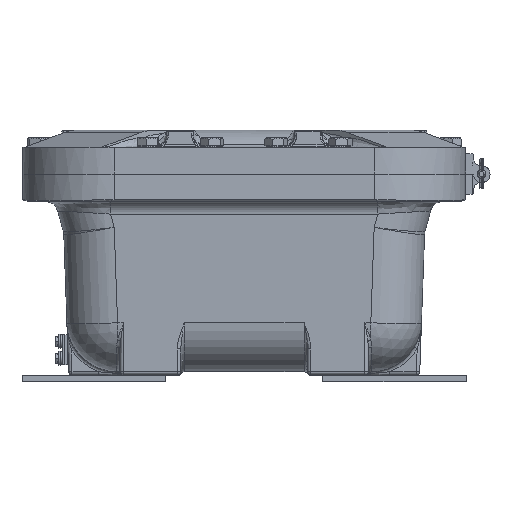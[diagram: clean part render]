
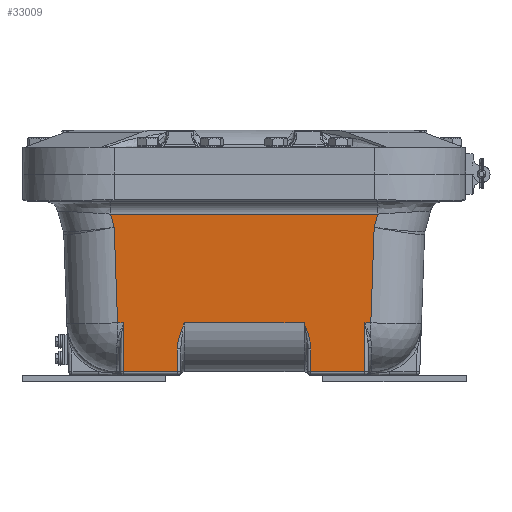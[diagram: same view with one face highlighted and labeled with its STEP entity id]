
A CAD part, left-side view. The second image highlights one B-rep face of the part: STEP entity #33009.
In plain terms, the highlighted planar face has unit normal (-0.999, 0, -0.035).
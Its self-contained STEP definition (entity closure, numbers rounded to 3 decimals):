
#2124=PLANE('',#35570);
#2973=LINE('',#45860,#5440);
#2993=LINE('',#46134,#5460);
#2994=LINE('',#46150,#5461);
#2995=LINE('',#46161,#5462);
#2996=LINE('',#46172,#5463);
#2997=LINE('',#46174,#5464);
#2998=LINE('',#46176,#5465);
#2999=LINE('',#46178,#5466);
#3000=LINE('',#46180,#5467);
#3001=LINE('',#46182,#5468);
#3002=LINE('',#46184,#5469);
#3003=LINE('',#46186,#5470);
#3004=LINE('',#46188,#5471);
#3005=LINE('',#46189,#5472);
#5440=VECTOR('',#38226,0.394);
#5460=VECTOR('',#38346,0.394);
#5461=VECTOR('',#38349,0.394);
#5462=VECTOR('',#38350,0.394);
#5463=VECTOR('',#38351,0.394);
#5464=VECTOR('',#38352,0.394);
#5465=VECTOR('',#38353,0.394);
#5466=VECTOR('',#38354,0.394);
#5467=VECTOR('',#38355,0.394);
#5468=VECTOR('',#38356,0.394);
#5469=VECTOR('',#38357,0.394);
#5470=VECTOR('',#38358,0.394);
#5471=VECTOR('',#38359,0.394);
#5472=VECTOR('',#38360,0.394);
#7902=B_SPLINE_CURVE_WITH_KNOTS('',3,(#46152,#46153,#46154,#46155,#46156,
#46157,#46158,#46159),.UNSPECIFIED.,.F.,.F.,(4,2,1,1,4),(-0.003,
0.,1.019,1.528,2.547),.UNSPECIFIED.);
#7903=B_SPLINE_CURVE_WITH_KNOTS('',3,(#46163,#46164,#46165,#46166,#46167,
#46168,#46169,#46170),.UNSPECIFIED.,.F.,.F.,(4,1,1,2,4),(0.,
1.019,1.528,2.547,2.55),
 .UNSPECIFIED.);
#9982=FACE_OUTER_BOUND('',#12021,.T.);
#12021=EDGE_LOOP('',(#23456,#23457,#23458,#23459,#23460,#23461,#23462,#23463,
#23464,#23465,#23466,#23467,#23468,#23469,#23470,#23471));
#15248=VERTEX_POINT('',#45857);
#15249=VERTEX_POINT('',#45859);
#15286=VERTEX_POINT('',#46133);
#15288=VERTEX_POINT('',#46149);
#15289=VERTEX_POINT('',#46151);
#15290=VERTEX_POINT('',#46160);
#15291=VERTEX_POINT('',#46162);
#15292=VERTEX_POINT('',#46171);
#15293=VERTEX_POINT('',#46173);
#15294=VERTEX_POINT('',#46175);
#15295=VERTEX_POINT('',#46177);
#15296=VERTEX_POINT('',#46179);
#15297=VERTEX_POINT('',#46181);
#15298=VERTEX_POINT('',#46183);
#15299=VERTEX_POINT('',#46185);
#15300=VERTEX_POINT('',#46187);
#18444=EDGE_CURVE('',#15248,#15249,#2973,.T.);
#18505=EDGE_CURVE('',#15249,#15286,#2993,.T.);
#18508=EDGE_CURVE('',#15288,#15248,#2994,.T.);
#18509=EDGE_CURVE('',#15289,#15288,#7902,.T.);
#18510=EDGE_CURVE('',#15290,#15289,#2995,.T.);
#18511=EDGE_CURVE('',#15291,#15290,#7903,.T.);
#18512=EDGE_CURVE('',#15292,#15291,#2996,.T.);
#18513=EDGE_CURVE('',#15293,#15292,#2997,.T.);
#18514=EDGE_CURVE('',#15294,#15293,#2998,.T.);
#18515=EDGE_CURVE('',#15294,#15295,#2999,.T.);
#18516=EDGE_CURVE('',#15296,#15295,#3000,.T.);
#18517=EDGE_CURVE('',#15297,#15296,#3001,.T.);
#18518=EDGE_CURVE('',#15298,#15297,#3002,.T.);
#18519=EDGE_CURVE('',#15299,#15298,#3003,.T.);
#18520=EDGE_CURVE('',#15300,#15299,#3004,.T.);
#18521=EDGE_CURVE('',#15300,#15286,#3005,.T.);
#23456=ORIENTED_EDGE('',*,*,#18444,.F.);
#23457=ORIENTED_EDGE('',*,*,#18508,.F.);
#23458=ORIENTED_EDGE('',*,*,#18509,.F.);
#23459=ORIENTED_EDGE('',*,*,#18510,.F.);
#23460=ORIENTED_EDGE('',*,*,#18511,.F.);
#23461=ORIENTED_EDGE('',*,*,#18512,.F.);
#23462=ORIENTED_EDGE('',*,*,#18513,.F.);
#23463=ORIENTED_EDGE('',*,*,#18514,.F.);
#23464=ORIENTED_EDGE('',*,*,#18515,.T.);
#23465=ORIENTED_EDGE('',*,*,#18516,.F.);
#23466=ORIENTED_EDGE('',*,*,#18517,.F.);
#23467=ORIENTED_EDGE('',*,*,#18518,.F.);
#23468=ORIENTED_EDGE('',*,*,#18519,.F.);
#23469=ORIENTED_EDGE('',*,*,#18520,.F.);
#23470=ORIENTED_EDGE('',*,*,#18521,.T.);
#23471=ORIENTED_EDGE('',*,*,#18505,.F.);
#33009=ADVANCED_FACE('',(#9982),#2124,.T.);
#35570=AXIS2_PLACEMENT_3D('',#46148,#38347,#38348);
#38226=DIRECTION('',(0.,1.,0.));
#38346=DIRECTION('',(-0.035,0.,0.999));
#38347=DIRECTION('center_axis',(-0.999,0.,-0.035));
#38348=DIRECTION('ref_axis',(-0.035,0.,0.999));
#38349=DIRECTION('',(0.035,0.,-0.999));
#38350=DIRECTION('',(0.,1.,0.));
#38351=DIRECTION('',(-0.035,0.,0.999));
#38352=DIRECTION('',(0.,1.,0.));
#38353=DIRECTION('',(0.035,0.,-0.999));
#38354=DIRECTION('',(0.,-1.,0.));
#38355=DIRECTION('',(0.035,0.035,-0.999));
#38356=DIRECTION('',(0.034,0.259,-0.965));
#38357=DIRECTION('',(0.,-1.,0.));
#38358=DIRECTION('',(-0.034,0.259,0.965));
#38359=DIRECTION('',(-0.035,0.035,0.999));
#38360=DIRECTION('',(0.,-1.,0.));
#45857=CARTESIAN_POINT('',(-12.467,2.469,-6.317));
#45859=CARTESIAN_POINT('',(-12.467,4.469,-6.317));
#45860=CARTESIAN_POINT('',(-12.467,2.224,-6.317));
#46133=CARTESIAN_POINT('',(-12.53,4.469,-4.503));
#46134=CARTESIAN_POINT('',(-12.524,4.469,-4.677));
#46148=CARTESIAN_POINT('Origin',(-12.58,0.,-3.07));
#46149=CARTESIAN_POINT('',(-12.496,2.469,-5.471));
#46150=CARTESIAN_POINT('',(-12.521,2.469,-4.764));
#46151=CARTESIAN_POINT('',(-12.53,2.219,-4.503));
#46152=CARTESIAN_POINT('Ctrl Pts',(-12.53,2.219,-4.503));
#46153=CARTESIAN_POINT('Ctrl Pts',(-12.53,2.219,-4.503));
#46154=CARTESIAN_POINT('Ctrl Pts',(-12.53,2.219,-4.504));
#46155=CARTESIAN_POINT('Ctrl Pts',(-12.526,2.267,-4.629));
#46156=CARTESIAN_POINT('Ctrl Pts',(-12.519,2.338,-4.817));
#46157=CARTESIAN_POINT('Ctrl Pts',(-12.508,2.433,-5.137));
#46158=CARTESIAN_POINT('Ctrl Pts',(-12.501,2.469,-5.337));
#46159=CARTESIAN_POINT('Ctrl Pts',(-12.496,2.469,-5.471));
#46160=CARTESIAN_POINT('',(-12.53,-2.219,-4.503));
#46161=CARTESIAN_POINT('',(-12.53,-3.248,-4.503));
#46162=CARTESIAN_POINT('',(-12.496,-2.469,-5.471));
#46163=CARTESIAN_POINT('Ctrl Pts',(-12.496,-2.469,-5.471));
#46164=CARTESIAN_POINT('Ctrl Pts',(-12.501,-2.469,-5.337));
#46165=CARTESIAN_POINT('Ctrl Pts',(-12.508,-2.433,
-5.137));
#46166=CARTESIAN_POINT('Ctrl Pts',(-12.519,-2.338,
-4.817));
#46167=CARTESIAN_POINT('Ctrl Pts',(-12.526,-2.267,
-4.629));
#46168=CARTESIAN_POINT('Ctrl Pts',(-12.53,-2.219,
-4.504));
#46169=CARTESIAN_POINT('Ctrl Pts',(-12.53,-2.219,
-4.503));
#46170=CARTESIAN_POINT('Ctrl Pts',(-12.53,-2.219,-4.503));
#46171=CARTESIAN_POINT('',(-12.467,-2.469,-6.317));
#46172=CARTESIAN_POINT('',(-12.524,-2.469,-4.677));
#46173=CARTESIAN_POINT('',(-12.467,-4.469,-6.317));
#46174=CARTESIAN_POINT('',(-12.467,-2.224,-6.317));
#46175=CARTESIAN_POINT('',(-12.53,-4.469,-4.503));
#46176=CARTESIAN_POINT('',(-12.523,-4.469,-4.724));
#46177=CARTESIAN_POINT('',(-12.53,-4.685,-4.503));
#46178=CARTESIAN_POINT('',(-12.53,-3.248,-4.503));
#46179=CARTESIAN_POINT('',(-12.653,-4.808,-0.974));
#46180=CARTESIAN_POINT('',(-12.604,-4.758,-2.399));
#46181=CARTESIAN_POINT('',(-12.671,-4.94,-0.483));
#46182=CARTESIAN_POINT('',(-12.617,-4.525,-2.031));
#46183=CARTESIAN_POINT('',(-12.671,4.94,-0.483));
#46184=CARTESIAN_POINT('',(-12.671,0.,-0.483));
#46185=CARTESIAN_POINT('',(-12.653,4.808,-0.974));
#46186=CARTESIAN_POINT('',(-12.596,4.366,-2.625));
#46187=CARTESIAN_POINT('',(-12.53,4.685,-4.503));
#46188=CARTESIAN_POINT('',(-12.514,4.669,-4.958));
#46189=CARTESIAN_POINT('',(-12.53,-3.248,-4.503));
